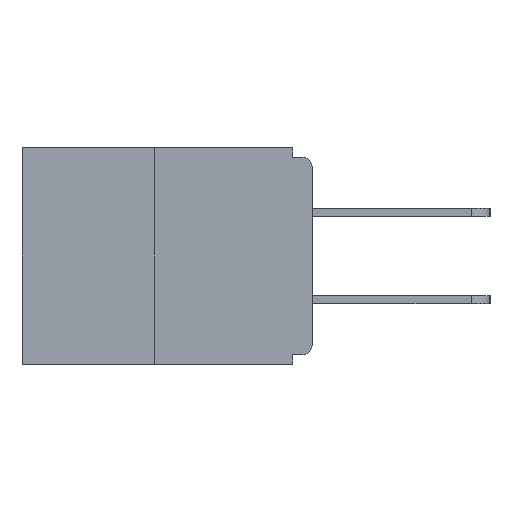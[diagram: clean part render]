
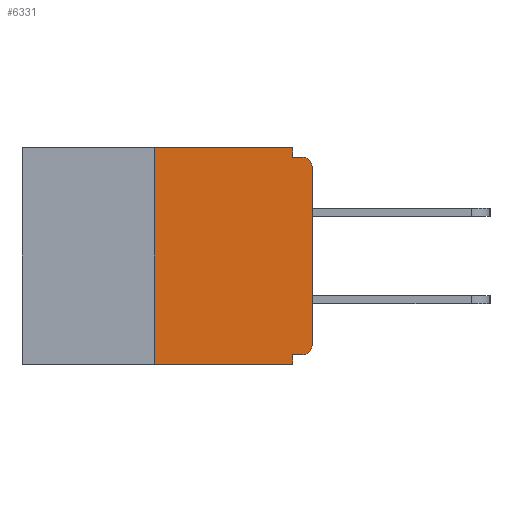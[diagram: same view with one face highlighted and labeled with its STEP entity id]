
A CAD part, left-side view. The second image highlights one B-rep face of the part: STEP entity #6331.
In plain terms, the highlighted planar face has unit normal (-1, 0, 0).
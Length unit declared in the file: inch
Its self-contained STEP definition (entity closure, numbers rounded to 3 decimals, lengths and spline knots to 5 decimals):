
#454 = EDGE_CURVE ( 'NONE', #5882, #20165, #14993, .T. ) ;
#468 = CARTESIAN_POINT ( 'NONE',  ( 0., 0., -0.015 ) ) ;
#689 = LINE ( 'NONE', #22164, #18122 ) ;
#1079 = LINE ( 'NONE', #8605, #21839 ) ;
#1358 = LINE ( 'NONE', #468, #2291 ) ;
#2291 = VECTOR ( 'NONE', #4160, 39.37008 ) ;
#2468 = CARTESIAN_POINT ( 'NONE',  ( 0., 0.015, -0.03 ) ) ;
#2504 = FACE_OUTER_BOUND ( 'NONE', #14607, .T. ) ;
#2552 = DIRECTION ( 'NONE',  ( 0., 0., -1. ) ) ;
#2907 = PLANE ( 'NONE',  #7655 ) ;
#3496 = CARTESIAN_POINT ( 'NONE',  ( 0., 0.46, -0.343 ) ) ;
#3588 = DIRECTION ( 'NONE',  ( 0., 0., -1. ) ) ;
#4160 = DIRECTION ( 'NONE',  ( 0., -1., 0. ) ) ;
#4420 = DIRECTION ( 'NONE',  ( 0., 0., 1. ) ) ;
#4789 = CARTESIAN_POINT ( 'NONE',  ( 0., 0.031, -0.328 ) ) ;
#5163 = ORIENTED_EDGE ( 'NONE', *, *, #454, .T. ) ;
#5342 = VECTOR ( 'NONE', #22669, 39.37008 ) ;
#5631 = AXIS2_PLACEMENT_3D ( 'NONE', #2468, #6309, #2552 ) ;
#5882 = VERTEX_POINT ( 'NONE', #11433 ) ;
#5906 = CARTESIAN_POINT ( 'NONE',  ( 0., 0.031, -0.343 ) ) ;
#5938 = CARTESIAN_POINT ( 'NONE',  ( 0., 0., -0.313 ) ) ;
#6309 = DIRECTION ( 'NONE',  ( -1., 0., 0. ) ) ;
#6331 = ADVANCED_FACE ( 'NONE', ( #2504 ), #2907, .F. ) ;
#6833 = EDGE_CURVE ( 'NONE', #16311, #15553, #689, .T. ) ;
#7421 = CIRCLE ( 'NONE', #15825, 0.015 ) ;
#7655 = AXIS2_PLACEMENT_3D ( 'NONE', #10638, #20485, #10725 ) ;
#8165 = EDGE_CURVE ( 'NONE', #13454, #8738, #10694, .T. ) ;
#8325 = ORIENTED_EDGE ( 'NONE', *, *, #24133, .F. ) ;
#8360 = LINE ( 'NONE', #19155, #13869 ) ;
#8605 = CARTESIAN_POINT ( 'NONE',  ( 0., 0., 0. ) ) ;
#8738 = VERTEX_POINT ( 'NONE', #5906 ) ;
#9216 = CARTESIAN_POINT ( 'NONE',  ( 0., 0.46, 0. ) ) ;
#9352 = DIRECTION ( 'NONE',  ( 0., -1., 0. ) ) ;
#10456 = ORIENTED_EDGE ( 'NONE', *, *, #18484, .F. ) ;
#10638 = CARTESIAN_POINT ( 'NONE',  ( 0., 0.46, 0. ) ) ;
#10694 = LINE ( 'NONE', #13109, #12837 ) ;
#10725 = DIRECTION ( 'NONE',  ( 0., 0., -1. ) ) ;
#11101 = EDGE_CURVE ( 'NONE', #15527, #13454, #16989, .T. ) ;
#11374 = CARTESIAN_POINT ( 'NONE',  ( 0., 0.25, 0. ) ) ;
#11433 = CARTESIAN_POINT ( 'NONE',  ( 0., 0., -0.03 ) ) ;
#12521 = DIRECTION ( 'NONE',  ( -1., 0., 0. ) ) ;
#12558 = DIRECTION ( 'NONE',  ( 0., 0., 1. ) ) ;
#12837 = VECTOR ( 'NONE', #3588, 39.37008 ) ;
#13109 = CARTESIAN_POINT ( 'NONE',  ( 0., 0.031, -0.343 ) ) ;
#13171 = CARTESIAN_POINT ( 'NONE',  ( 0., 0.015, -0.328 ) ) ;
#13454 = VERTEX_POINT ( 'NONE', #4789 ) ;
#13493 = CARTESIAN_POINT ( 'NONE',  ( 0., 0.25, -0.343 ) ) ;
#13779 = LINE ( 'NONE', #9216, #16266 ) ;
#13869 = VECTOR ( 'NONE', #23163, 39.37008 ) ;
#14125 = ORIENTED_EDGE ( 'NONE', *, *, #18199, .T. ) ;
#14200 = CARTESIAN_POINT ( 'NONE',  ( 0., 0.031, -0.015 ) ) ;
#14414 = DIRECTION ( 'NONE',  ( 0., 0., -1. ) ) ;
#14607 = EDGE_LOOP ( 'NONE', ( #8325, #17705, #24152, #24343, #24918, #20783, #14125, #5163, #10456, #24070 ) ) ;
#14993 = CIRCLE ( 'NONE', #5631, 0.015 ) ;
#15527 = VERTEX_POINT ( 'NONE', #13171 ) ;
#15553 = VERTEX_POINT ( 'NONE', #11374 ) ;
#15825 = AXIS2_PLACEMENT_3D ( 'NONE', #18342, #12521, #14414 ) ;
#16266 = VECTOR ( 'NONE', #20831, 39.37008 ) ;
#16311 = VERTEX_POINT ( 'NONE', #13493 ) ;
#16367 = CARTESIAN_POINT ( 'NONE',  ( 0., 0.031, 0. ) ) ;
#16989 = LINE ( 'NONE', #22825, #5342 ) ;
#17218 = CARTESIAN_POINT ( 'NONE',  ( 0., 0.015, -0.015 ) ) ;
#17705 = ORIENTED_EDGE ( 'NONE', *, *, #6833, .F. ) ;
#18122 = VECTOR ( 'NONE', #4420, 39.37008 ) ;
#18199 = EDGE_CURVE ( 'NONE', #19545, #5882, #1079, .T. ) ;
#18342 = CARTESIAN_POINT ( 'NONE',  ( 0., 0.015, -0.313 ) ) ;
#18484 = EDGE_CURVE ( 'NONE', #23804, #20165, #1358, .T. ) ;
#18638 = VECTOR ( 'NONE', #9352, 39.37008 ) ;
#18803 = EDGE_CURVE ( 'NONE', #23793, #23804, #8360, .T. ) ;
#19115 = EDGE_CURVE ( 'NONE', #15527, #19545, #7421, .T. ) ;
#19155 = CARTESIAN_POINT ( 'NONE',  ( 0., 0.031, 0. ) ) ;
#19545 = VERTEX_POINT ( 'NONE', #5938 ) ;
#20165 = VERTEX_POINT ( 'NONE', #17218 ) ;
#20485 = DIRECTION ( 'NONE',  ( 1., 0., 0. ) ) ;
#20783 = ORIENTED_EDGE ( 'NONE', *, *, #19115, .T. ) ;
#20831 = DIRECTION ( 'NONE',  ( 0., -1., 0. ) ) ;
#21839 = VECTOR ( 'NONE', #12558, 39.37008 ) ;
#22164 = CARTESIAN_POINT ( 'NONE',  ( 0., 0.25, 0. ) ) ;
#22669 = DIRECTION ( 'NONE',  ( 0., 1., 0. ) ) ;
#22825 = CARTESIAN_POINT ( 'NONE',  ( 0., 0., -0.328 ) ) ;
#23163 = DIRECTION ( 'NONE',  ( 0., 0., -1. ) ) ;
#23793 = VERTEX_POINT ( 'NONE', #16367 ) ;
#23804 = VERTEX_POINT ( 'NONE', #14200 ) ;
#23827 = LINE ( 'NONE', #3496, #18638 ) ;
#24070 = ORIENTED_EDGE ( 'NONE', *, *, #18803, .F. ) ;
#24133 = EDGE_CURVE ( 'NONE', #15553, #23793, #13779, .T. ) ;
#24152 = ORIENTED_EDGE ( 'NONE', *, *, #24827, .T. ) ;
#24343 = ORIENTED_EDGE ( 'NONE', *, *, #8165, .F. ) ;
#24827 = EDGE_CURVE ( 'NONE', #16311, #8738, #23827, .T. ) ;
#24918 = ORIENTED_EDGE ( 'NONE', *, *, #11101, .F. ) ;
